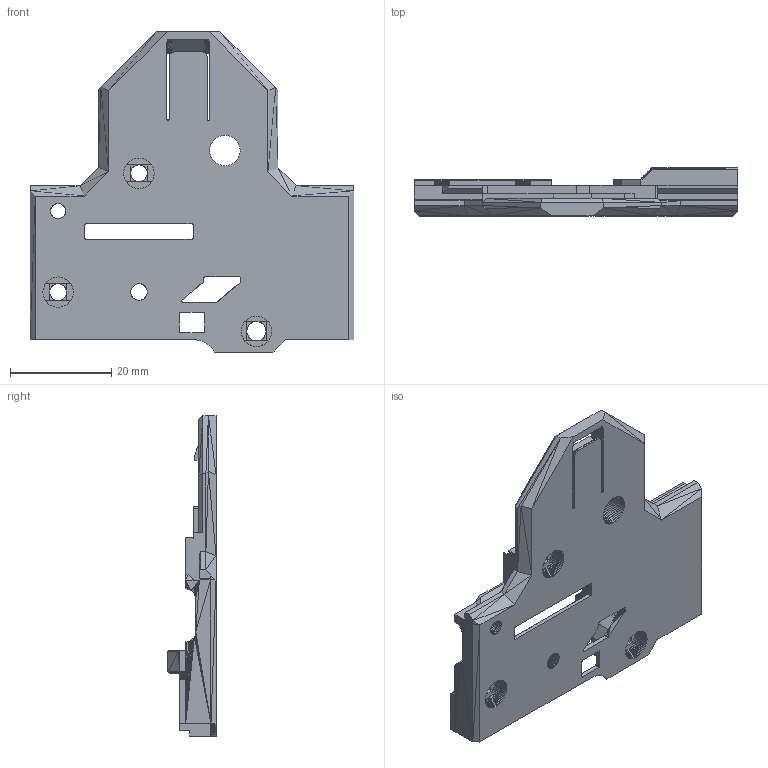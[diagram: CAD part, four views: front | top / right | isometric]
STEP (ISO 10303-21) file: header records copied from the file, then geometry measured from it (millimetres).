
FILE_DESCRIPTION(/* description */ ('','CAx-IF Rec.Pracs.---Representation and Presentation of Product Manufacturing Information (PMI)---4.0---2014-10-13'),/* implementation_level */ '2;1');
FILE_NAME(/* name */ 'Prusa-MK4S-Backplate.step',/* time_stamp */ '2024-12-08T22:55:57+01:00',/* author */ (''),/* organization */ (''),/* preprocessor_version */ 'ST-DEVELOPER v20',/* originating_system */ 'Autodesk Translation Framework v13.20.0.188',/* authorisation */ '');
FILE_SCHEMA (('AP242_MANAGED_MODEL_BASED_3D_ENGINEERING_MIM_LF { 1 0 10303 442 1 1 4 }'));
Products named in the file (1): Pellet Adapter von Marvin neu v57
Bounding box: 64 x 9.5 x 63.4 mm (x, y, z)
Volume: 11741.4 mm3; surface area: 8366.8 mm2
Topology: 1 solids, 1 shells, 3485 faces, 6490 edges, 3006 vertices
Faces by surface type: plane 3469, bspline 16
Entity records: 79508 total; most frequent: DIRECTION 13397, CARTESIAN_POINT 13193, ORIENTED_EDGE 12980, EDGE_CURVE 6490, LINE 6457, VECTOR 6457, EDGE_LOOP 3504, FACE_OUTER_BOUND 3485
